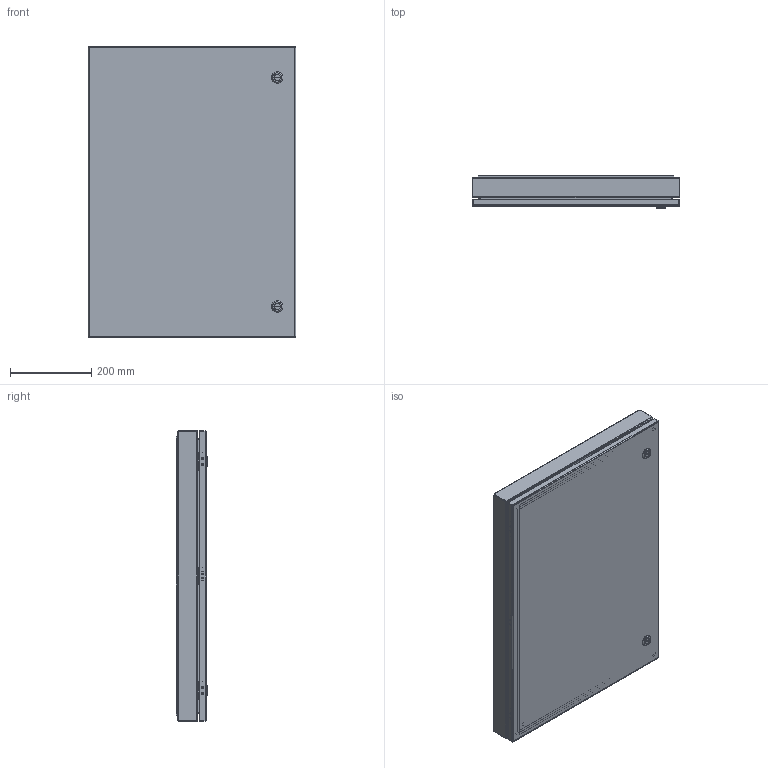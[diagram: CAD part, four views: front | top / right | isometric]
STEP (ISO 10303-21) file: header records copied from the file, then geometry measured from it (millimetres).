
FILE_DESCRIPTION (( 'STEP AP203' ), '1' );
FILE_NAME ('1481SDH3024.step', '2020-11-12T21:37:35', ( 'ADC123' ), ( 'Microsoft' ), 'SwSTEP 2.0', 'SolidWorks 2019', '' );
FILE_SCHEMA (( 'CONFIG_CONTROL_DESIGN' ));
Length unit declared in the file: inch
Products named in the file (1): 1481SDH3024
Bounding box: 511.56 x 77.75 x 716.03 mm (x, y, z)
Volume: 1563567.5 mm3; surface area: 1611475 mm2
Topology: 31 solids, 32 shells, 776 faces, 1786 edges, 1099 vertices
Faces by surface type: plane 449, cylinder 213, bspline 81, torus 18, cone 15
Full cylindrical faces by diameter (mm): 4.369 x3, 5.74 x3, 5.893 x4, 6.096 x3, 6.35 x1, 7.137 x14, 7.417 x3, 7.937 x1, 10.109 x9, 11.557 x6, 13.335 x2, 15.875 x2, 19.939 x4, 27.94 x2
Entity records: 26255 total; most frequent: CARTESIAN_POINT 9546, ORIENTED_EDGE 3334, DIRECTION 3228, EDGE_CURVE 1667, LINE 1144, VECTOR 1144, VERTEX_POINT 1087, AXIS2_PLACEMENT_3D 1042
